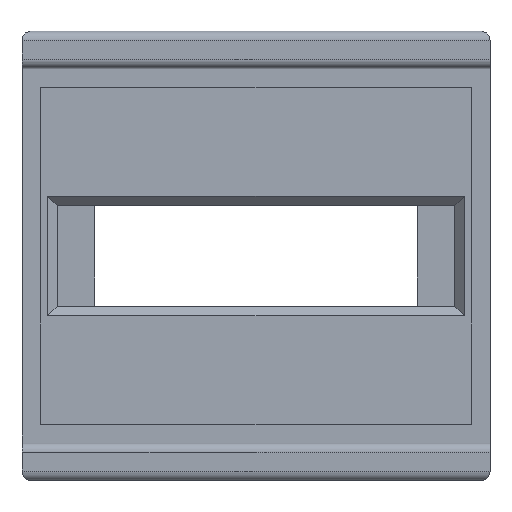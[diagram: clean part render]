
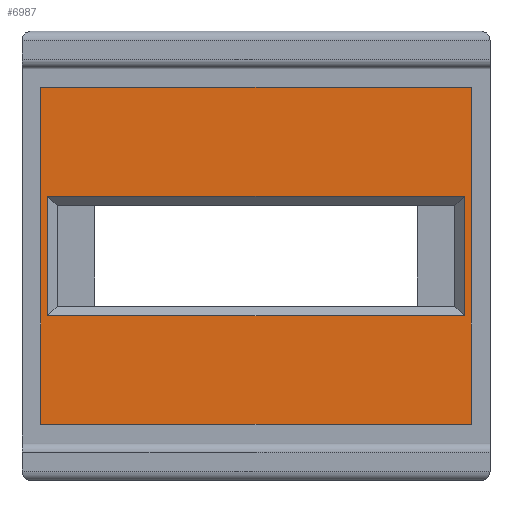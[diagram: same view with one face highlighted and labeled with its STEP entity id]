
A CAD part, top view. The second image highlights one B-rep face of the part: STEP entity #6987.
In plain terms, the highlighted planar face has unit normal (0, 0, 1).
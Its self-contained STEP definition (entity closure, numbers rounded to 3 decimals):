
#110 = CARTESIAN_POINT ( 'NONE',  ( 23., -18., 2.5 ) ) ;
#390 = CARTESIAN_POINT ( 'NONE',  ( -22.25, 5.375, 2.5 ) ) ;
#418 = VECTOR ( 'NONE', #7932, 1000. ) ;
#540 = ORIENTED_EDGE ( 'NONE', *, *, #4914, .T. ) ;
#715 = VERTEX_POINT ( 'NONE', #4314 ) ;
#802 = DIRECTION ( 'NONE',  ( 0., 1., 0. ) ) ;
#915 = VERTEX_POINT ( 'NONE', #1025 ) ;
#1025 = CARTESIAN_POINT ( 'NONE',  ( 23., -18., 2.5 ) ) ;
#1254 = CARTESIAN_POINT ( 'NONE',  ( 22.25, -6.375, 2.5 ) ) ;
#1411 = VECTOR ( 'NONE', #2164, 1000. ) ;
#1455 = EDGE_CURVE ( 'NONE', #3407, #3852, #1488, .T. ) ;
#1488 = LINE ( 'NONE', #7765, #4316 ) ;
#1558 = ORIENTED_EDGE ( 'NONE', *, *, #5337, .T. ) ;
#1689 = DIRECTION ( 'NONE',  ( 0., -1., 0. ) ) ;
#1929 = VERTEX_POINT ( 'NONE', #4661 ) ;
#1944 = EDGE_LOOP ( 'NONE', ( #2499, #7770, #3122, #540 ) ) ;
#1960 = ORIENTED_EDGE ( 'NONE', *, *, #1455, .T. ) ;
#2164 = DIRECTION ( 'NONE',  ( 1., 0., 0. ) ) ;
#2194 = LINE ( 'NONE', #7035, #3957 ) ;
#2288 = LINE ( 'NONE', #3017, #2569 ) ;
#2499 = ORIENTED_EDGE ( 'NONE', *, *, #6197, .T. ) ;
#2535 = ORIENTED_EDGE ( 'NONE', *, *, #4291, .T. ) ;
#2569 = VECTOR ( 'NONE', #1689, 1000. ) ;
#2692 = DIRECTION ( 'NONE',  ( 0., -1., 0. ) ) ;
#3017 = CARTESIAN_POINT ( 'NONE',  ( 22.25, -5.375, 2.5 ) ) ;
#3122 = ORIENTED_EDGE ( 'NONE', *, *, #3759, .T. ) ;
#3162 = DIRECTION ( 'NONE',  ( -1., 0., 0. ) ) ;
#3165 = LINE ( 'NONE', #4770, #418 ) ;
#3407 = VERTEX_POINT ( 'NONE', #1254 ) ;
#3506 = VERTEX_POINT ( 'NONE', #7110 ) ;
#3527 = EDGE_CURVE ( 'NONE', #3506, #5553, #2194, .T. ) ;
#3591 = DIRECTION ( 'NONE',  ( 0., 0., 1. ) ) ;
#3759 = EDGE_CURVE ( 'NONE', #5553, #915, #4537, .T. ) ;
#3820 = EDGE_LOOP ( 'NONE', ( #1960, #7215, #1558, #2535 ) ) ;
#3835 = VECTOR ( 'NONE', #3162, 1000. ) ;
#3852 = VERTEX_POINT ( 'NONE', #4190 ) ;
#3907 = AXIS2_PLACEMENT_3D ( 'NONE', #8006, #3591, #5991 ) ;
#3957 = VECTOR ( 'NONE', #2692, 1000. ) ;
#4087 = DIRECTION ( 'NONE',  ( -1., 0., 0. ) ) ;
#4190 = CARTESIAN_POINT ( 'NONE',  ( -22.25, -6.375, 2.5 ) ) ;
#4211 = LINE ( 'NONE', #7591, #3835 ) ;
#4291 = EDGE_CURVE ( 'NONE', #715, #3407, #2288, .T. ) ;
#4314 = CARTESIAN_POINT ( 'NONE',  ( 22.25, 6.375, 2.5 ) ) ;
#4316 = VECTOR ( 'NONE', #4087, 1000. ) ;
#4329 = LINE ( 'NONE', #110, #5898 ) ;
#4472 = CARTESIAN_POINT ( 'NONE',  ( -23., -18., 2.5 ) ) ;
#4537 = LINE ( 'NONE', #6634, #1411 ) ;
#4661 = CARTESIAN_POINT ( 'NONE',  ( 23., 18., 2.5 ) ) ;
#4755 = DIRECTION ( 'NONE',  ( 0., 1., 0. ) ) ;
#4770 = CARTESIAN_POINT ( 'NONE',  ( 0., 6.375, 2.5 ) ) ;
#4914 = EDGE_CURVE ( 'NONE', #915, #1929, #4329, .T. ) ;
#5337 = EDGE_CURVE ( 'NONE', #7524, #715, #3165, .T. ) ;
#5405 = VECTOR ( 'NONE', #4755, 1000. ) ;
#5553 = VERTEX_POINT ( 'NONE', #4472 ) ;
#5898 = VECTOR ( 'NONE', #802, 1000. ) ;
#5991 = DIRECTION ( 'NONE',  ( 1., 0., 0. ) ) ;
#6072 = FACE_BOUND ( 'NONE', #3820, .T. ) ;
#6197 = EDGE_CURVE ( 'NONE', #1929, #3506, #4211, .T. ) ;
#6199 = CARTESIAN_POINT ( 'NONE',  ( -22.25, 6.375, 2.5 ) ) ;
#6634 = CARTESIAN_POINT ( 'NONE',  ( -23., -18., 2.5 ) ) ;
#6775 = FACE_OUTER_BOUND ( 'NONE', #1944, .T. ) ;
#6823 = EDGE_CURVE ( 'NONE', #3852, #7524, #6881, .T. ) ;
#6881 = LINE ( 'NONE', #390, #5405 ) ;
#6987 = ADVANCED_FACE ( 'NONE', ( #6072, #6775 ), #7357, .T. ) ;
#7035 = CARTESIAN_POINT ( 'NONE',  ( -23., 18., 2.5 ) ) ;
#7110 = CARTESIAN_POINT ( 'NONE',  ( -23., 18., 2.5 ) ) ;
#7215 = ORIENTED_EDGE ( 'NONE', *, *, #6823, .T. ) ;
#7357 = PLANE ( 'NONE',  #3907 ) ;
#7524 = VERTEX_POINT ( 'NONE', #6199 ) ;
#7591 = CARTESIAN_POINT ( 'NONE',  ( 23., 18., 2.5 ) ) ;
#7765 = CARTESIAN_POINT ( 'NONE',  ( 0., -6.375, 2.5 ) ) ;
#7770 = ORIENTED_EDGE ( 'NONE', *, *, #3527, .T. ) ;
#7932 = DIRECTION ( 'NONE',  ( 1., 0., 0. ) ) ;
#8006 = CARTESIAN_POINT ( 'NONE',  ( 0., 0., 2.5 ) ) ;
